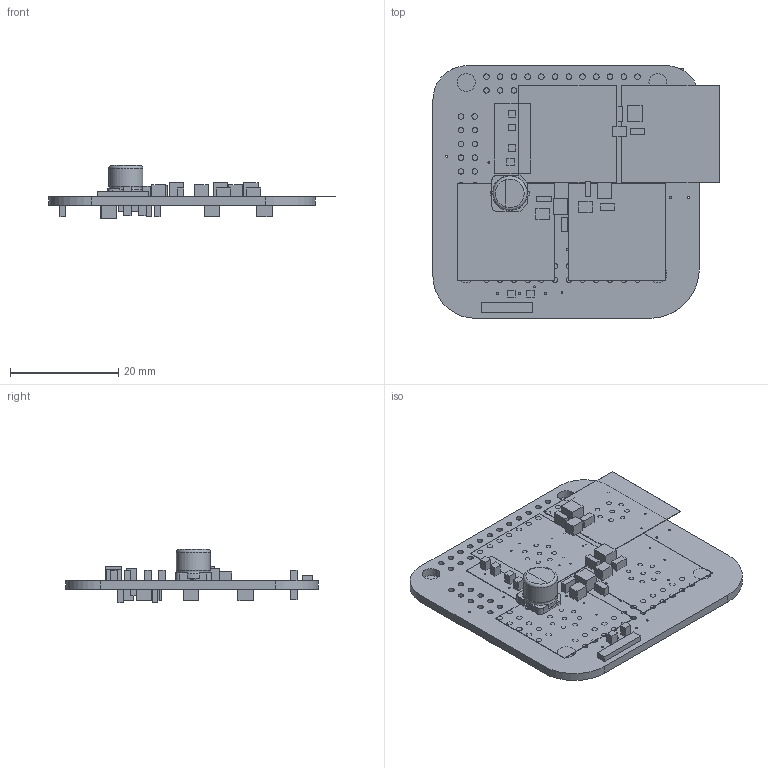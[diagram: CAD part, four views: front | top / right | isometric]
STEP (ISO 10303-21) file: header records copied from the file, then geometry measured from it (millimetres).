
FILE_DESCRIPTION(/* description */ (''),/* implementation_level */ '2;1');
FILE_NAME(/* name */ '81b52db4-7c1d-4523-976f-793696c330af.stp',/* time_stamp */ '2021-03-18T04:10:05+00:00',/* author */ (''),/* organization */ (''),/* preprocessor_version */ 'ST-DEVELOPER v18.1',/* originating_system */ 'Autodesk Translation Framework v9.10.0.1330',/* authorisation */ '');
FILE_SCHEMA (('AUTOMOTIVE_DESIGN { 1 0 10303 214 3 1 1 }'));
Length unit declared in the file: millimetre
Products named in the file (19): 81b52db4-7c1d-4523-976f-793696c330af; PCB Component; Board; BINDER_M12_PAR_8_DIP; ETH-TRANS; 10k; 1.0nF; 0.1uF; JUMPER-SMT_2_NO_SILK; RED; 2.5A/30V/105mΩ; 330; NANO_PI_NEO_CORE; 1X04; 310mA/60V/1.6Ω; 47uF; WSIZE CODE D-001; WSIZE CODE D-002; WSIZE CODE D-003
Assembly tree (51 placements, depth 4):
  81b52db4-7c1d-4523-976f-793696c330af
    PCB Component
      Board
      BINDER_M12_PAR_8_DIP  x4
      ETH-TRANS
      10k  x11
      1.0nF
      0.1uF  x2
      JUMPER-SMT_2_NO_SILK  x8
      RED  x6
      2.5A/30V/105mΩ  x3
      330  x3
      NANO_PI_NEO_CORE
      1X04
      310mA/60V/1.6Ω  x3
      47uF
        WSIZE CODE D-001
        WSIZE CODE D-002
        WSIZE CODE D-003  x2
Bounding box: 52.94 x 46.74 x 9.83 mm (x, y, z)
Volume: 4118.2 mm3; surface area: 12707.4 mm2
Topology: 49 solids, 49 shells, 491 faces, 1177 edges, 782 vertices
Faces by surface type: plane 318, cylinder 169, torus 2, sphere 2
Full cylindrical faces by diameter (mm): 0.35 x40, 0.65 x2, 0.85 x34, 1.016 x72, 3.302 x4, 6.3 x2
Entity records: 10696 total; most frequent: DIRECTION 1819, CARTESIAN_POINT 1624, ORIENTED_EDGE 1522, EDGE_CURVE 761, AXIS2_PLACEMENT_3D 701, EDGE_LOOP 587, VERTEX_POINT 506, LINE 417
